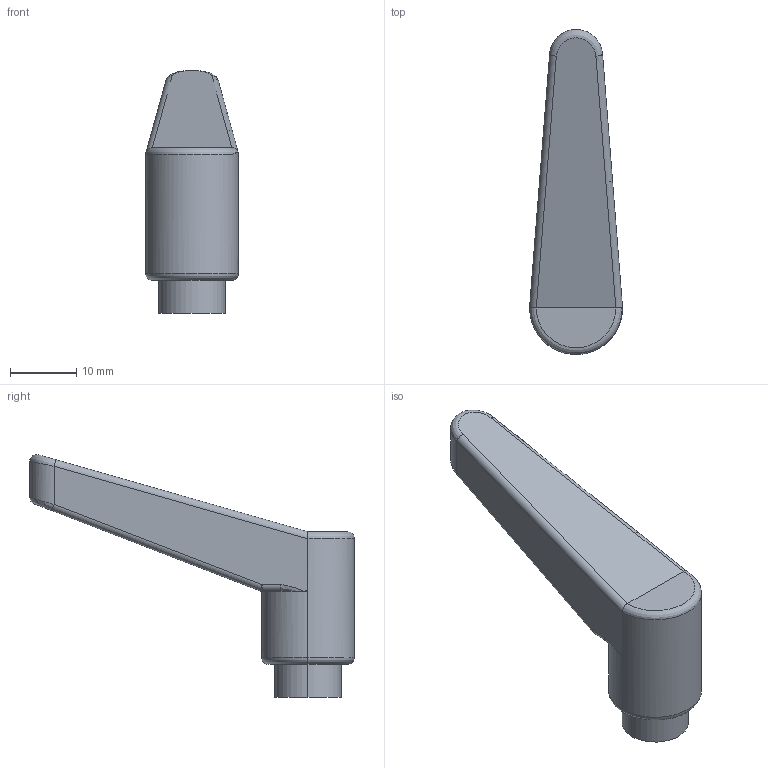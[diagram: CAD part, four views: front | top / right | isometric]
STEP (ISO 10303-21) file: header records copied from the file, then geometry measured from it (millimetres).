
FILE_DESCRIPTION (( 'STEP AP203' ), '1' );
FILE_NAME ('W0003510-09-clamping lever.STEP', '2024-05-27T12:23:06', ( '' ), ( '' ), 'SwSTEP 2.0', 'SolidWorks 2024', '' );
FILE_SCHEMA (( 'CONFIG_CONTROL_DESIGN' ));
Length unit declared in the file: millimetre
Products named in the file (1): W0003510-09-clamping lever
Bounding box: 14.02 x 48.99 x 36.66 mm (x, y, z)
Volume: 6820.7 mm3; surface area: 2786.6 mm2
Topology: 1 solids, 1 shells, 41 faces, 95 edges, 52 vertices
Faces by surface type: bspline 13, cylinder 13, plane 13, sphere 2
Entity records: 1918 total; most frequent: CARTESIAN_POINT 1072, ORIENTED_EDGE 178, DIRECTION 135, EDGE_CURVE 89, AXIS2_PLACEMENT_3D 55, VERTEX_POINT 52, EDGE_LOOP 43, ADVANCED_FACE 41
